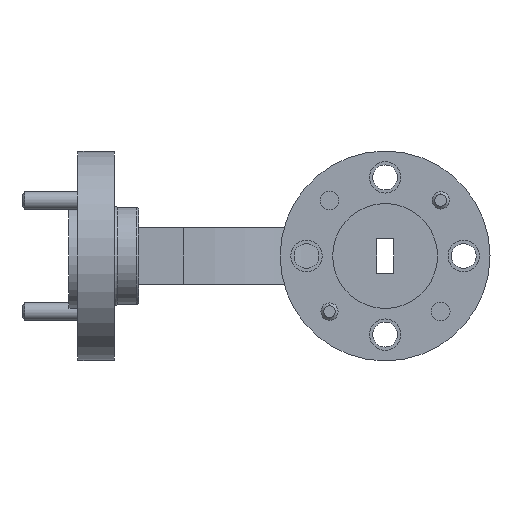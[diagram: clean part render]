
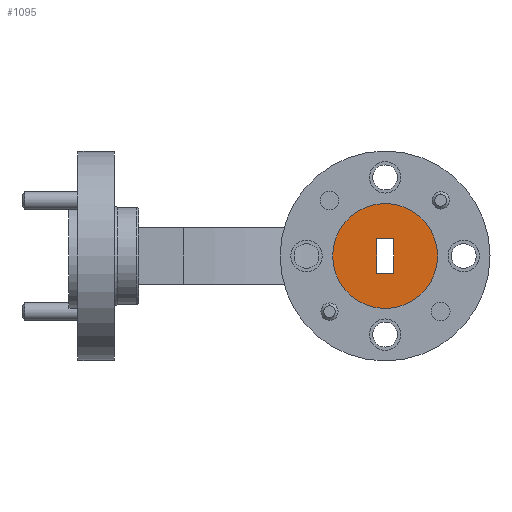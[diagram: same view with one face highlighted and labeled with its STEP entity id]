
A CAD part, left-side view. The second image highlights one B-rep face of the part: STEP entity #1095.
In plain terms, the highlighted planar face has unit normal (-1, 0, 0).
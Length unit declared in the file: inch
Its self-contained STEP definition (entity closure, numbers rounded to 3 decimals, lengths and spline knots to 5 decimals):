
#53 = LINE ( 'NONE', #585, #1352 ) ;
#116 = CIRCLE ( 'NONE', #327, 0.1875 ) ;
#288 = CARTESIAN_POINT ( 'NONE',  ( 0., -0.0305, 0. ) ) ;
#327 = AXIS2_PLACEMENT_3D ( 'NONE', #5627, #2770, #2361 ) ;
#366 = PLANE ( 'NONE',  #2246 ) ;
#520 = CARTESIAN_POINT ( 'NONE',  ( 0., -0.0305, 0.061 ) ) ;
#572 = EDGE_CURVE ( 'NONE', #2600, #3246, #698, .T. ) ;
#585 = CARTESIAN_POINT ( 'NONE',  ( 0., 0., -0.061 ) ) ;
#615 = VERTEX_POINT ( 'NONE', #1230 ) ;
#698 = CIRCLE ( 'NONE', #4901, 0.1875 ) ;
#1059 = ORIENTED_EDGE ( 'NONE', *, *, #1779, .T. ) ;
#1095 = ADVANCED_FACE ( 'NONE', ( #2742, #1334 ), #366, .T. ) ;
#1148 = LINE ( 'NONE', #5908, #2051 ) ;
#1212 = DIRECTION ( 'NONE',  ( 0., 0., 1. ) ) ;
#1230 = CARTESIAN_POINT ( 'NONE',  ( 0., 0.0305, -0.061 ) ) ;
#1334 = FACE_OUTER_BOUND ( 'NONE', #1927, .T. ) ;
#1352 = VECTOR ( 'NONE', #5387, 39.37008 ) ;
#1396 = DIRECTION ( 'NONE',  ( -1., 0., 0. ) ) ;
#1589 = ORIENTED_EDGE ( 'NONE', *, *, #2694, .T. ) ;
#1766 = VERTEX_POINT ( 'NONE', #520 ) ;
#1779 = EDGE_CURVE ( 'NONE', #2192, #615, #53, .T. ) ;
#1874 = ORIENTED_EDGE ( 'NONE', *, *, #5182, .T. ) ;
#1927 = EDGE_LOOP ( 'NONE', ( #1874, #4851 ) ) ;
#2051 = VECTOR ( 'NONE', #1212, 39.37008 ) ;
#2086 = EDGE_CURVE ( 'NONE', #1766, #2192, #4587, .T. ) ;
#2192 = VERTEX_POINT ( 'NONE', #4915 ) ;
#2246 = AXIS2_PLACEMENT_3D ( 'NONE', #6160, #1396, #3685 ) ;
#2361 = DIRECTION ( 'NONE',  ( 0., 0., 1. ) ) ;
#2448 = VECTOR ( 'NONE', #4112, 39.37008 ) ;
#2600 = VERTEX_POINT ( 'NONE', #4334 ) ;
#2694 = EDGE_CURVE ( 'NONE', #615, #5000, #1148, .T. ) ;
#2742 = FACE_BOUND ( 'NONE', #2855, .T. ) ;
#2770 = DIRECTION ( 'NONE',  ( -1., 0., 0. ) ) ;
#2855 = EDGE_LOOP ( 'NONE', ( #1589, #6179, #3715, #1059 ) ) ;
#2875 = DIRECTION ( 'NONE',  ( 0., 0., 1. ) ) ;
#2937 = DIRECTION ( 'NONE',  ( -1., 0., 0. ) ) ;
#2971 = CARTESIAN_POINT ( 'NONE',  ( 0., 0., 0. ) ) ;
#3057 = VECTOR ( 'NONE', #5743, 39.37008 ) ;
#3246 = VERTEX_POINT ( 'NONE', #4355 ) ;
#3685 = DIRECTION ( 'NONE',  ( 0., 0., 1. ) ) ;
#3715 = ORIENTED_EDGE ( 'NONE', *, *, #2086, .T. ) ;
#3826 = CARTESIAN_POINT ( 'NONE',  ( 0., 0., 0.061 ) ) ;
#4112 = DIRECTION ( 'NONE',  ( 0., 0., -1. ) ) ;
#4334 = CARTESIAN_POINT ( 'NONE',  ( 0., 0., 0.1875 ) ) ;
#4355 = CARTESIAN_POINT ( 'NONE',  ( 0., 0., -0.1875 ) ) ;
#4587 = LINE ( 'NONE', #288, #2448 ) ;
#4851 = ORIENTED_EDGE ( 'NONE', *, *, #572, .T. ) ;
#4901 = AXIS2_PLACEMENT_3D ( 'NONE', #2971, #2937, #2875 ) ;
#4915 = CARTESIAN_POINT ( 'NONE',  ( 0., -0.0305, -0.061 ) ) ;
#4983 = CARTESIAN_POINT ( 'NONE',  ( 0., 0.0305, 0.061 ) ) ;
#5000 = VERTEX_POINT ( 'NONE', #4983 ) ;
#5182 = EDGE_CURVE ( 'NONE', #3246, #2600, #116, .T. ) ;
#5241 = LINE ( 'NONE', #3826, #3057 ) ;
#5387 = DIRECTION ( 'NONE',  ( 0., 1., 0. ) ) ;
#5627 = CARTESIAN_POINT ( 'NONE',  ( 0., 0., 0. ) ) ;
#5743 = DIRECTION ( 'NONE',  ( 0., -1., 0. ) ) ;
#5784 = EDGE_CURVE ( 'NONE', #5000, #1766, #5241, .T. ) ;
#5908 = CARTESIAN_POINT ( 'NONE',  ( 0., 0.0305, 0. ) ) ;
#6160 = CARTESIAN_POINT ( 'NONE',  ( 0., 0., 0. ) ) ;
#6179 = ORIENTED_EDGE ( 'NONE', *, *, #5784, .T. ) ;
